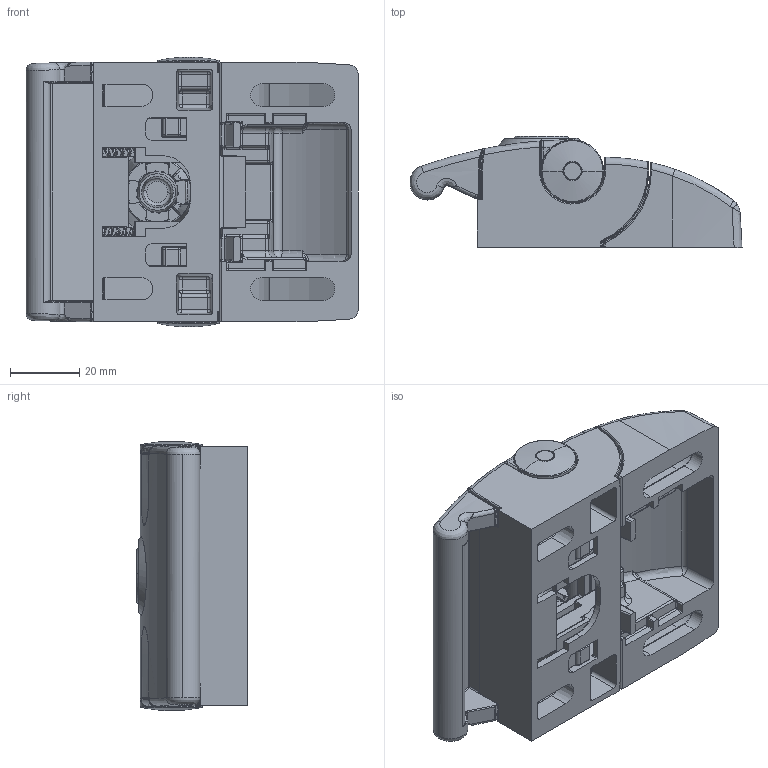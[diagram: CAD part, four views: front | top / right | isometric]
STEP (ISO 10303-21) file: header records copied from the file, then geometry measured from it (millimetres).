
FILE_DESCRIPTION (( 'STEP AP214' ), '1' );
FILE_NAME ('0957410.STEP', '2014-08-14T14:17:45', ( '' ), ( '' ), 'SwSTEP 2.0', 'SolidWorks 2014', '' );
FILE_SCHEMA (( 'AUTOMOTIVE_DESIGN' ));
Length unit declared in the file: millimetre
Products named in the file (10): 0957410; 0957401r17_0957401r17; 0957408R09_0957408r09; 0957408R08_0957408R08; 0957408R07_0957408R07; 0957408R16; 0957408R05; 0957408R04_0957408R04; 0957408R02_0957408R02; 0957408R01_0957408R01 arme verl„ngert
Assembly tree (13 placements, depth 2):
  0957410
    0957408R01_0957408R01 arme verl„ngert
    0957408R02_0957408R02
    0957408R04_0957408R04
    0957408R05
    0957408R16  x2
    0957408R07_0957408R07  x2
    0957408R08_0957408R08  x2
    0957408R09_0957408r09  x2
    0957401r17_0957401r17
Bounding box: 96.01 x 32.07 x 77.81 mm (x, y, z)
Volume: 72775.1 mm3; surface area: 60539.5 mm2
Topology: 13 solids, 13 shells, 3013 faces, 7582 edges, 4344 vertices
Faces by surface type: cylinder 1030, plane 862, bspline 621, torus 264, sphere 185, cone 51
Entity records: 98213 total; most frequent: CARTESIAN_POINT 40657, ORIENTED_EDGE 12796, DIRECTION 11296, EDGE_CURVE 6398, AXIS2_PLACEMENT_3D 4377, VERTEX_POINT 3728, EDGE_LOOP 2704, FACE_OUTER_BOUND 2677
